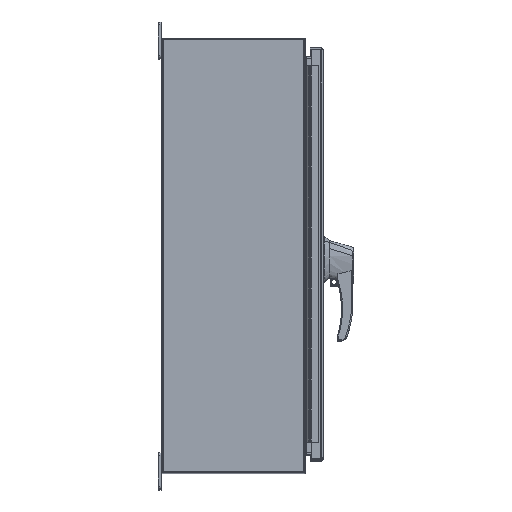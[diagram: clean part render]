
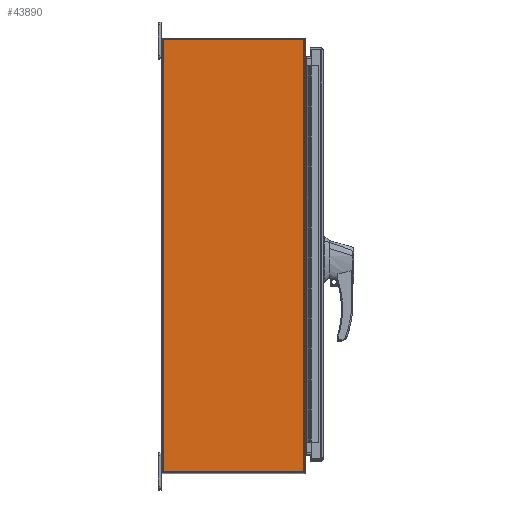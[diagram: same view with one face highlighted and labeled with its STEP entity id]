
A CAD part, top view. The second image highlights one B-rep face of the part: STEP entity #43890.
In plain terms, the highlighted face is planar.
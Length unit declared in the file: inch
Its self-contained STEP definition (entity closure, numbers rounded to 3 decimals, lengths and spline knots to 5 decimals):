
#1708 = DIRECTION ( 'NONE',  ( 1., 0., 0. ) ) ;
#8150 = VECTOR ( 'NONE', #72895, 39.37008 ) ;
#10925 = ORIENTED_EDGE ( 'NONE', *, *, #32293, .F. ) ;
#15254 = LINE ( 'NONE', #28533, #8150 ) ;
#16007 = VERTEX_POINT ( 'NONE', #122087 ) ;
#16555 = CARTESIAN_POINT ( 'NONE',  ( -24., -0.048, 14.90489 ) ) ;
#16886 = VECTOR ( 'NONE', #31145, 39.37008 ) ;
#18134 = ORIENTED_EDGE ( 'NONE', *, *, #26232, .F. ) ;
#23088 = DIRECTION ( 'NONE',  ( 0., 0., -1. ) ) ;
#26232 = EDGE_CURVE ( 'NONE', #16007, #29333, #29315, .T. ) ;
#28533 = CARTESIAN_POINT ( 'NONE',  ( -24., -0.048, -14.90489 ) ) ;
#29315 = LINE ( 'NONE', #146218, #16886 ) ;
#29333 = VERTEX_POINT ( 'NONE', #86578 ) ;
#29756 = EDGE_CURVE ( 'NONE', #29333, #113961, #140227, .T. ) ;
#31145 = DIRECTION ( 'NONE',  ( 0., 0., 1. ) ) ;
#32293 = EDGE_CURVE ( 'NONE', #113961, #89504, #57527, .T. ) ;
#43890 = ADVANCED_FACE ( 'NONE', ( #62652 ), #125245, .F. ) ;
#47246 = AXIS2_PLACEMENT_3D ( 'NONE', #48443, #1708, #59974 ) ;
#48443 = CARTESIAN_POINT ( 'NONE',  ( -24., 0., 104.071 ) ) ;
#57527 = LINE ( 'NONE', #112281, #112668 ) ;
#59974 = DIRECTION ( 'NONE',  ( 0., 1., 0. ) ) ;
#62652 = FACE_OUTER_BOUND ( 'NONE', #120583, .T. ) ;
#69374 = ORIENTED_EDGE ( 'NONE', *, *, #112675, .T. ) ;
#72895 = DIRECTION ( 'NONE',  ( 0., -1., 0. ) ) ;
#73517 = CARTESIAN_POINT ( 'NONE',  ( -24., -9.762, -14.90489 ) ) ;
#86578 = CARTESIAN_POINT ( 'NONE',  ( -24., -0.048, 14.90489 ) ) ;
#89504 = VERTEX_POINT ( 'NONE', #73517 ) ;
#100040 = ORIENTED_EDGE ( 'NONE', *, *, #29756, .F. ) ;
#101317 = CARTESIAN_POINT ( 'NONE',  ( -24., -9.762, 14.90489 ) ) ;
#106387 = VECTOR ( 'NONE', #142593, 39.37008 ) ;
#112281 = CARTESIAN_POINT ( 'NONE',  ( -24., -9.762, 104.071 ) ) ;
#112668 = VECTOR ( 'NONE', #23088, 39.37008 ) ;
#112675 = EDGE_CURVE ( 'NONE', #16007, #89504, #15254, .T. ) ;
#113961 = VERTEX_POINT ( 'NONE', #101317 ) ;
#120583 = EDGE_LOOP ( 'NONE', ( #10925, #100040, #18134, #69374 ) ) ;
#122087 = CARTESIAN_POINT ( 'NONE',  ( -24., -0.048, -14.90489 ) ) ;
#125245 = PLANE ( 'NONE',  #47246 ) ;
#140227 = LINE ( 'NONE', #16555, #106387 ) ;
#142593 = DIRECTION ( 'NONE',  ( 0., -1., 0. ) ) ;
#146218 = CARTESIAN_POINT ( 'NONE',  ( -24., -0.048, 14.857 ) ) ;
